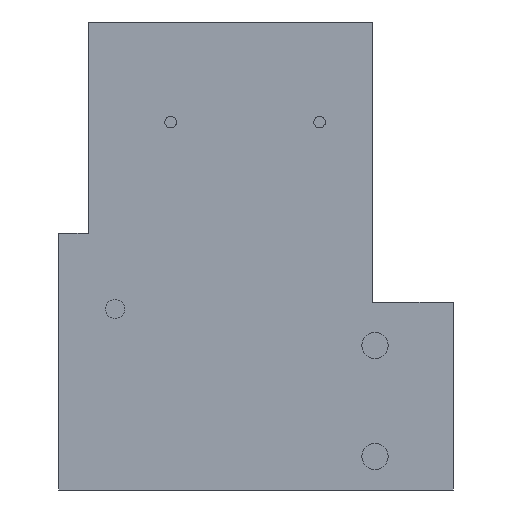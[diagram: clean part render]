
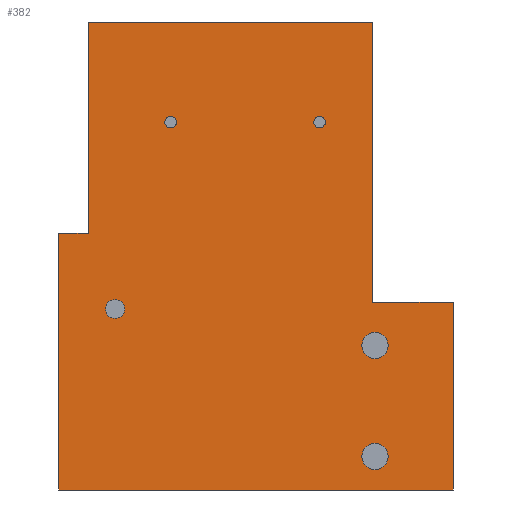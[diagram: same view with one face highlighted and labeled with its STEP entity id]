
A CAD part, front view. The second image highlights one B-rep face of the part: STEP entity #382.
In plain terms, the highlighted planar face has unit normal (0, -1, 0).
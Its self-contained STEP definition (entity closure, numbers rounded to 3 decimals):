
#16=FACE_BOUND('',#88,.T.);
#17=FACE_BOUND('',#89,.T.);
#18=FACE_BOUND('',#90,.T.);
#19=FACE_BOUND('',#91,.T.);
#20=FACE_BOUND('',#92,.T.);
#38=PLANE('',#432);
#62=FACE_OUTER_BOUND('',#87,.T.);
#87=EDGE_LOOP('',(#340,#341,#342,#343,#344,#345,#346,#347));
#88=EDGE_LOOP('',(#348));
#89=EDGE_LOOP('',(#349));
#90=EDGE_LOOP('',(#350));
#91=EDGE_LOOP('',(#351));
#92=EDGE_LOOP('',(#352));
#106=LINE('',#602,#142);
#116=LINE('',#623,#152);
#119=LINE('',#628,#155);
#121=LINE('',#632,#157);
#123=LINE('',#636,#159);
#125=LINE('',#639,#161);
#127=LINE('',#643,#163);
#128=LINE('',#645,#164);
#142=VECTOR('',#500,10.);
#152=VECTOR('',#514,10.);
#155=VECTOR('',#519,10.);
#157=VECTOR('',#523,10.);
#159=VECTOR('',#527,10.);
#161=VECTOR('',#531,10.);
#163=VECTOR('',#535,10.);
#164=VECTOR('',#538,10.);
#166=CIRCLE('',#399,0.9);
#168=CIRCLE('',#403,0.4);
#170=CIRCLE('',#407,0.9);
#172=CIRCLE('',#411,0.65);
#174=CIRCLE('',#415,0.4);
#178=VERTEX_POINT('',#547);
#180=VERTEX_POINT('',#554);
#182=VERTEX_POINT('',#561);
#184=VERTEX_POINT('',#568);
#186=VERTEX_POINT('',#575);
#194=VERTEX_POINT('',#599);
#195=VERTEX_POINT('',#601);
#203=VERTEX_POINT('',#621);
#204=VERTEX_POINT('',#622);
#205=VERTEX_POINT('',#627);
#206=VERTEX_POINT('',#631);
#207=VERTEX_POINT('',#635);
#208=VERTEX_POINT('',#641);
#211=EDGE_CURVE('',#178,#178,#166,.T.);
#214=EDGE_CURVE('',#180,#180,#168,.T.);
#217=EDGE_CURVE('',#182,#182,#170,.T.);
#220=EDGE_CURVE('',#184,#184,#172,.T.);
#223=EDGE_CURVE('',#186,#186,#174,.T.);
#234=EDGE_CURVE('',#194,#195,#106,.T.);
#244=EDGE_CURVE('',#203,#204,#116,.T.);
#247=EDGE_CURVE('',#203,#205,#119,.T.);
#249=EDGE_CURVE('',#206,#205,#121,.T.);
#251=EDGE_CURVE('',#207,#206,#123,.T.);
#253=EDGE_CURVE('',#195,#207,#125,.T.);
#255=EDGE_CURVE('',#208,#194,#127,.T.);
#256=EDGE_CURVE('',#204,#208,#128,.T.);
#340=ORIENTED_EDGE('',*,*,#256,.F.);
#341=ORIENTED_EDGE('',*,*,#244,.F.);
#342=ORIENTED_EDGE('',*,*,#247,.T.);
#343=ORIENTED_EDGE('',*,*,#249,.F.);
#344=ORIENTED_EDGE('',*,*,#251,.F.);
#345=ORIENTED_EDGE('',*,*,#253,.F.);
#346=ORIENTED_EDGE('',*,*,#234,.F.);
#347=ORIENTED_EDGE('',*,*,#255,.F.);
#348=ORIENTED_EDGE('',*,*,#211,.T.);
#349=ORIENTED_EDGE('',*,*,#214,.T.);
#350=ORIENTED_EDGE('',*,*,#217,.T.);
#351=ORIENTED_EDGE('',*,*,#220,.T.);
#352=ORIENTED_EDGE('',*,*,#223,.T.);
#382=ADVANCED_FACE('',(#62,#16,#17,#18,#19,#20),#38,.F.);
#399=AXIS2_PLACEMENT_3D('',#549,#440,#441);
#403=AXIS2_PLACEMENT_3D('',#556,#449,#450);
#407=AXIS2_PLACEMENT_3D('',#563,#458,#459);
#411=AXIS2_PLACEMENT_3D('',#570,#467,#468);
#415=AXIS2_PLACEMENT_3D('',#577,#476,#477);
#432=AXIS2_PLACEMENT_3D('',#647,#541,#542);
#440=DIRECTION('center_axis',(0.,1.,0.));
#441=DIRECTION('ref_axis',(1.,0.,0.));
#449=DIRECTION('center_axis',(0.,1.,0.));
#450=DIRECTION('ref_axis',(1.,0.,0.));
#458=DIRECTION('center_axis',(0.,1.,0.));
#459=DIRECTION('ref_axis',(1.,0.,0.));
#467=DIRECTION('center_axis',(0.,1.,0.));
#468=DIRECTION('ref_axis',(1.,0.,0.));
#476=DIRECTION('center_axis',(0.,1.,0.));
#477=DIRECTION('ref_axis',(1.,0.,0.));
#500=DIRECTION('',(-1.,0.,0.));
#514=DIRECTION('',(0.,0.,-1.));
#519=DIRECTION('',(-1.,0.,0.));
#523=DIRECTION('',(0.,0.,1.));
#527=DIRECTION('',(1.,0.,0.));
#531=DIRECTION('',(0.,0.,1.));
#535=DIRECTION('',(0.,0.,-1.));
#538=DIRECTION('',(1.,0.,0.));
#541=DIRECTION('center_axis',(0.,1.,0.));
#542=DIRECTION('ref_axis',(1.,0.,0.));
#547=CARTESIAN_POINT('',(-3.411,0.,-29.753));
#549=CARTESIAN_POINT('Origin',(-2.511,0.,-29.753));
#554=CARTESIAN_POINT('',(-16.911,0.,-6.853));
#556=CARTESIAN_POINT('Origin',(-16.511,0.,-6.853));
#561=CARTESIAN_POINT('',(-3.411,0.,-22.153));
#563=CARTESIAN_POINT('Origin',(-2.511,0.,-22.153));
#568=CARTESIAN_POINT('',(-20.961,0.,-19.653));
#570=CARTESIAN_POINT('Origin',(-20.311,0.,-19.653));
#575=CARTESIAN_POINT('',(-6.711,0.,-6.853));
#577=CARTESIAN_POINT('Origin',(-6.311,0.,-6.853));
#599=CARTESIAN_POINT('',(2.839,0.,-32.05));
#601=CARTESIAN_POINT('',(-24.161,0.,-32.05));
#602=CARTESIAN_POINT('',(2.839,0.,-32.05));
#621=CARTESIAN_POINT('',(-2.661,0.,0.));
#622=CARTESIAN_POINT('',(-2.661,0.,-19.2));
#623=CARTESIAN_POINT('',(-2.661,0.,0.));
#627=CARTESIAN_POINT('',(-22.161,0.,0.));
#628=CARTESIAN_POINT('',(-2.661,0.,0.));
#631=CARTESIAN_POINT('',(-22.161,0.,-14.453));
#632=CARTESIAN_POINT('',(-22.161,0.,-14.453));
#635=CARTESIAN_POINT('',(-24.161,0.,-14.453));
#636=CARTESIAN_POINT('',(-24.161,0.,-14.453));
#639=CARTESIAN_POINT('',(-24.161,0.,-32.05));
#641=CARTESIAN_POINT('',(2.839,0.,-19.2));
#643=CARTESIAN_POINT('',(2.839,0.,-19.2));
#645=CARTESIAN_POINT('',(-2.661,0.,-19.2));
#647=CARTESIAN_POINT('Origin',(-10.661,0.,-16.025));
